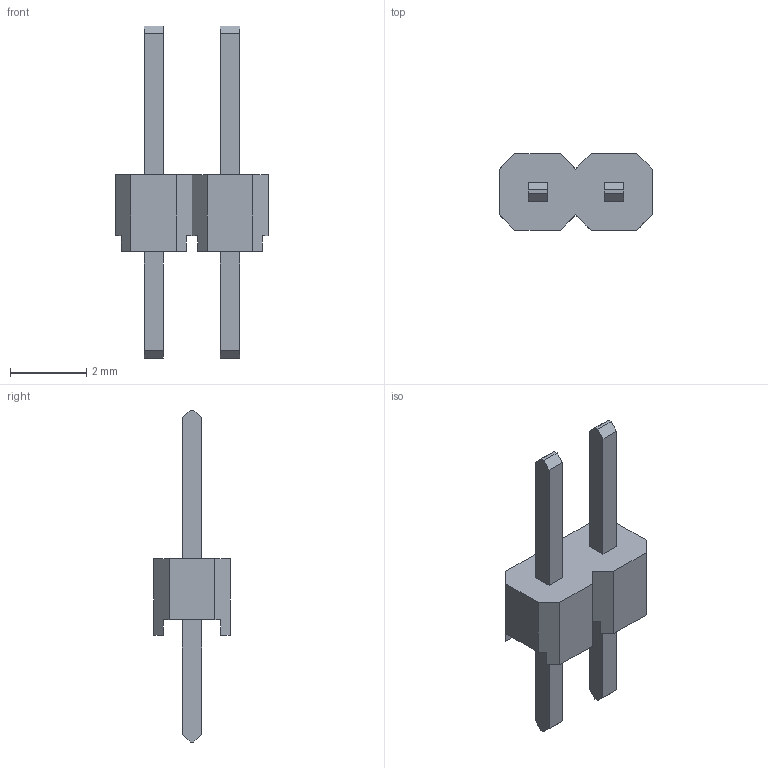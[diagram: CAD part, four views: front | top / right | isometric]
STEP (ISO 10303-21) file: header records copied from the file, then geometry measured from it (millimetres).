
FILE_DESCRIPTION (( 'STEP AP214' ), '1' );
FILE_NAME ('HDR-TH_2P-P2.00-M-LI-1X2P.step', '2022-07-02T12:03:42', ( '' ), ( '' ), 'SwSTEP 2.0', 'SolidWorks 2020', '' );
FILE_SCHEMA (( 'AUTOMOTIVE_DESIGN' ));
Length unit declared in the file: millimetre
Products named in the file (1): HDR-TH_2P-P2.00-M-LI-1X2P
Bounding box: 4.01 x 2 x 8.7 mm (x, y, z)
Volume: 15.8 mm3; surface area: 67.7 mm2
Topology: 1 solids, 1 shells, 336 faces, 912 edges, 608 vertices
Faces by surface type: plane 222, bspline 114
Entity records: 14696 total; most frequent: CARTESIAN_POINT 4219, ORIENTED_EDGE 1824, DIRECTION 1126, EDGE_CURVE 912, VECTOR 680, LINE 680, VERTEX_POINT 608, EDGE_LOOP 366
